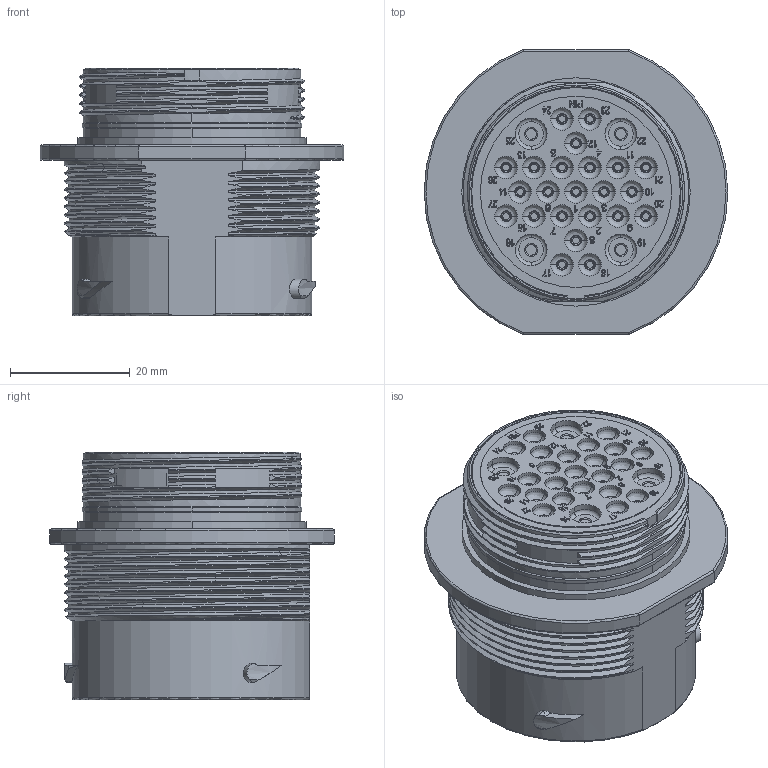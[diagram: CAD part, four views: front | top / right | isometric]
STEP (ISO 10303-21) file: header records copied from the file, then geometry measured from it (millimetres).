
FILE_DESCRIPTION((''),'2;1');
FILE_NAME('C-AHDM04-24-27PR_3D','2018-10-10T',('Administrator'),(''),'PRO/ENGINEER BY PARAMETRIC TECHNOLOGY CORPORATION, 2016360','PRO/ENGINEER BY PARAMETRIC TECHNOLOGY CORPORATION, 2016360','');
FILE_SCHEMA(('CONFIG_CONTROL_DESIGN'));
Products named in the file (1): C-AHDM04-24-27PR_3D
Bounding box: 50.8 x 47.6 x 41.45 mm (x, y, z)
Volume: 40687.6 mm3; surface area: 12772.1 mm2
Topology: 1 solids, 1 shells, 2442 faces, 6634 edges, 4436 vertices
Faces by surface type: extrusion 1250, plane 725, cylinder 203, bspline 125, torus 70, cone 69
Entity records: 89726 total; most frequent: CARTESIAN_POINT 32993, ORIENTED_EDGE 13264, DIRECTION 8110, EDGE_CURVE 6632, VERTEX_POINT 4436, VECTOR 4198, B_SPLINE_CURVE_WITH_KNOTS 4045, LINE 2948
